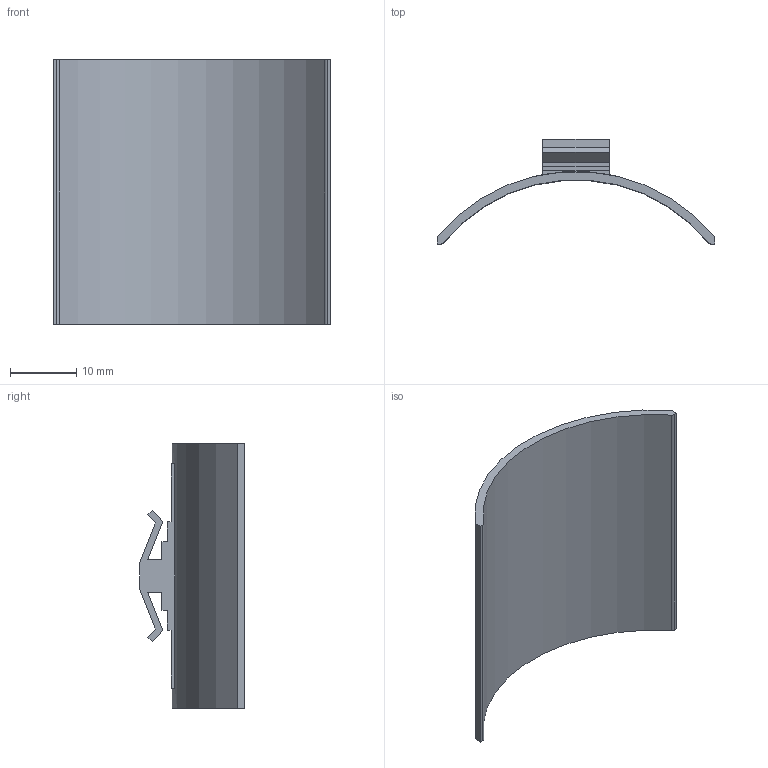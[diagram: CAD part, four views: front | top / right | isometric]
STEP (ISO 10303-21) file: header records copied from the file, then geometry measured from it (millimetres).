
FILE_DESCRIPTION((''),'2;1');
FILE_NAME('1195522','2013-02-15T',('AndreasKeweloh'),(''),'PRO/ENGINEER BY PARAMETRIC TECHNOLOGY CORPORATION, 2012360','PRO/ENGINEER BY PARAMETRIC TECHNOLOGY CORPORATION, 2012360','');
FILE_SCHEMA(('CONFIG_CONTROL_DESIGN'));
Length unit declared in the file: millimetre
Products named in the file (1): 1195522
Bounding box: 42 x 15.88 x 40 mm (x, y, z)
Volume: 2987.1 mm3; surface area: 4602.5 mm2
Topology: 1 solids, 1 shells, 37 faces, 102 edges, 68 vertices
Faces by surface type: plane 33, cylinder 4
Entity records: 1204 total; most frequent: CARTESIAN_POINT 207, ORIENTED_EDGE 204, DIRECTION 186, EDGE_CURVE 102, VECTOR 92, LINE 92, VERTEX_POINT 68, AXIS2_PLACEMENT_3D 47
